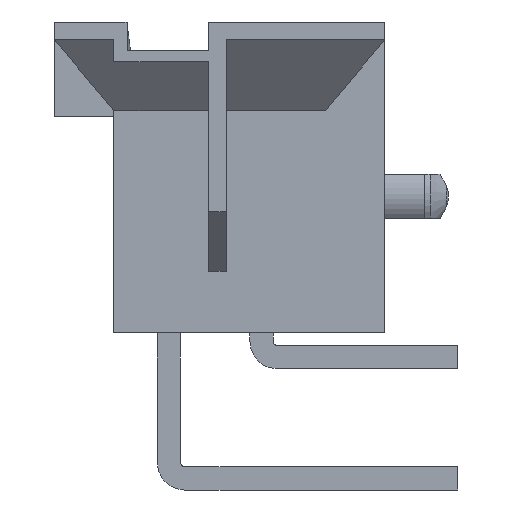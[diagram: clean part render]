
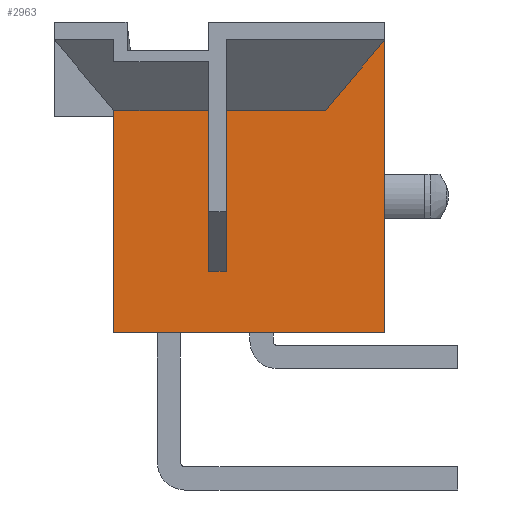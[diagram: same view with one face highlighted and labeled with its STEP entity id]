
A CAD part, left-side view. The second image highlights one B-rep face of the part: STEP entity #2963.
In plain terms, the highlighted planar face has unit normal (-1, 0, 0).
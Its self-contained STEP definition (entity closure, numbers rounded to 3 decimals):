
#49=DIRECTION('',(0.,0.,-1.));
#50=VECTOR('',#49,7.282);
#51=CARTESIAN_POINT('',(-4.8,-0.3,3.032));
#52=LINE('',#51,#50);
#133=DIRECTION('',(0.,0.,1.));
#134=VECTOR('',#133,7.282);
#135=CARTESIAN_POINT('',(-4.8,0.5,-4.25));
#136=LINE('',#135,#134);
#395=DIRECTION('',(0.,-1.,0.));
#396=VECTOR('',#395,4.5);
#397=CARTESIAN_POINT('',(-4.8,-0.3,3.032));
#398=LINE('',#397,#396);
#399=DIRECTION('',(0.,0.,1.));
#400=VECTOR('',#399,13.3);
#401=CARTESIAN_POINT('',(-4.8,-7.5,-7.05));
#402=LINE('',#401,#400);
#403=DIRECTION('',(0.,-1.,0.));
#404=VECTOR('',#403,4.3);
#405=CARTESIAN_POINT('',(-4.8,4.8,3.032));
#406=LINE('',#405,#404);
#407=DIRECTION('',(0.,-1.,0.));
#408=VECTOR('',#407,0.8);
#409=CARTESIAN_POINT('',(-4.8,0.5,-4.25));
#410=LINE('',#409,#408);
#435=DIRECTION('',(0.,0.643,-0.766));
#436=VECTOR('',#435,4.2);
#437=CARTESIAN_POINT('',(-4.8,-7.5,6.25));
#438=LINE('',#437,#436);
#539=DIRECTION('',(0.,-1.,0.));
#540=VECTOR('',#539,12.3);
#541=CARTESIAN_POINT('',(-4.8,4.8,-7.05));
#542=LINE('',#541,#540);
#1744=DIRECTION('',(0.,0.,1.));
#1745=VECTOR('',#1744,10.082);
#1746=CARTESIAN_POINT('',(-4.8,4.8,-7.05));
#1747=LINE('',#1746,#1745);
#1985=CARTESIAN_POINT('',(-4.8,4.8,-7.05));
#1986=CARTESIAN_POINT('',(-4.8,4.8,3.032));
#1987=VERTEX_POINT('',#1985);
#1988=VERTEX_POINT('',#1986);
#2054=CARTESIAN_POINT('',(-4.8,-0.3,3.032));
#2056=VERTEX_POINT('',#2054);
#2062=CARTESIAN_POINT('',(-4.8,0.5,3.032));
#2064=VERTEX_POINT('',#2062);
#2212=CARTESIAN_POINT('',(-4.8,-7.5,-7.05));
#2214=VERTEX_POINT('',#2212);
#2216=CARTESIAN_POINT('',(-4.8,-7.5,6.25));
#2217=CARTESIAN_POINT('',(-4.8,-4.8,3.032));
#2218=VERTEX_POINT('',#2216);
#2219=VERTEX_POINT('',#2217);
#2396=CARTESIAN_POINT('',(-4.8,0.5,-4.25));
#2397=CARTESIAN_POINT('',(-4.8,-0.3,-4.25));
#2398=VERTEX_POINT('',#2396);
#2399=VERTEX_POINT('',#2397);
#2943=CARTESIAN_POINT('',(-4.8,7.5,3.032));
#2944=DIRECTION('',(1.,0.,0.));
#2945=DIRECTION('',(0.,0.,-1.));
#2946=AXIS2_PLACEMENT_3D('',#2943,#2944,#2945);
#2947=PLANE('',#2946);
#2948=ORIENTED_EDGE('',*,*,#2482,.F.);
#2949=ORIENTED_EDGE('',*,*,#2924,.T.);
#2951=ORIENTED_EDGE('',*,*,#2950,.F.);
#2953=ORIENTED_EDGE('',*,*,#2952,.F.);
#2955=ORIENTED_EDGE('',*,*,#2954,.F.);
#2957=ORIENTED_EDGE('',*,*,#2956,.T.);
#2958=ORIENTED_EDGE('',*,*,#2910,.T.);
#2959=ORIENTED_EDGE('',*,*,#2599,.F.);
#2960=ORIENTED_EDGE('',*,*,#2454,.T.);
#2961=EDGE_LOOP('',(#2948,#2949,#2951,#2953,#2955,#2957,#2958,#2959,#2960));
#2962=FACE_OUTER_BOUND('',#2961,.F.);
#2963=ADVANCED_FACE('',(#2962),#2947,.F.);
#2454=EDGE_CURVE('',#2398,#2399,#410,.T.);
#2482=EDGE_CURVE('',#2056,#2399,#52,.T.);
#2599=EDGE_CURVE('',#2398,#2064,#136,.T.);
#2910=EDGE_CURVE('',#1988,#2064,#406,.T.);
#2924=EDGE_CURVE('',#2056,#2219,#398,.T.);
#2950=EDGE_CURVE('',#2218,#2219,#438,.T.);
#2952=EDGE_CURVE('',#2214,#2218,#402,.T.);
#2954=EDGE_CURVE('',#1987,#2214,#542,.T.);
#2956=EDGE_CURVE('',#1987,#1988,#1747,.T.);
